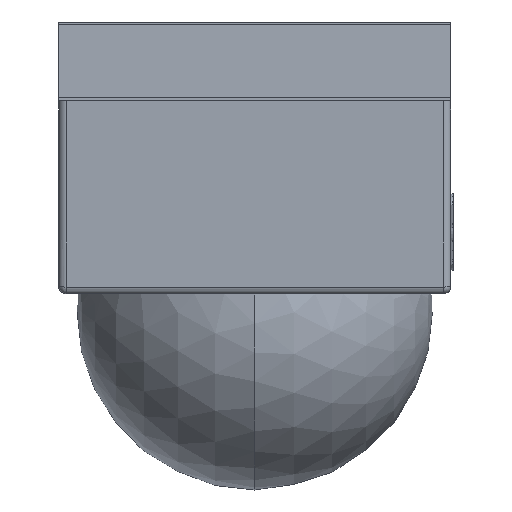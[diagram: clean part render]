
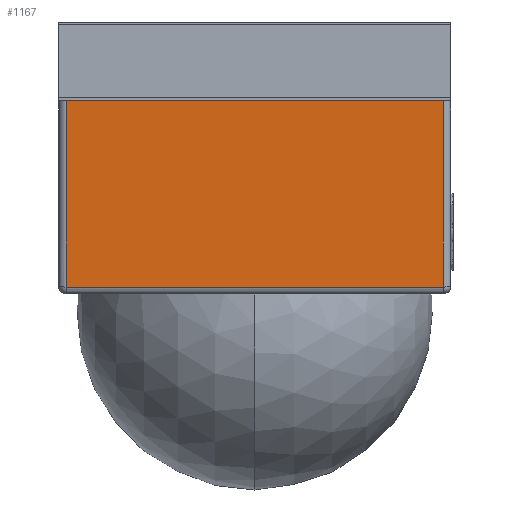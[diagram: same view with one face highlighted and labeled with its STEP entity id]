
A CAD part, left-side view. The second image highlights one B-rep face of the part: STEP entity #1167.
In plain terms, the highlighted planar face has unit normal (-0.999, 0, -0.052).
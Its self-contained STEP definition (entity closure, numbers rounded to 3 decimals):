
#124 = ORIENTED_EDGE ( 'NONE', *, *, #508, .T. ) ;
#287 = DIRECTION ( 'NONE',  ( -0.052, 0., 0.999 ) ) ;
#508 = EDGE_CURVE ( 'NONE', #5162, #1555, #12553, .T. ) ;
#1167 = ADVANCED_FACE ( 'NONE', ( #5716 ), #4478, .T. ) ;
#1281 = DIRECTION ( 'NONE',  ( 0., -1., 0. ) ) ;
#1555 = VERTEX_POINT ( 'NONE', #5044 ) ;
#2120 = LINE ( 'NONE', #12441, #10927 ) ;
#2169 = CARTESIAN_POINT ( 'NONE',  ( -0.16, 0., -0.352 ) ) ;
#3485 = CARTESIAN_POINT ( 'NONE',  ( -0.2, -0.77, 0.42 ) ) ;
#3595 = DIRECTION ( 'NONE',  ( 0., -1., 0. ) ) ;
#4478 = PLANE ( 'NONE',  #8434 ) ;
#5044 = CARTESIAN_POINT ( 'NONE',  ( -0.2, -0.77, 0.42 ) ) ;
#5162 = VERTEX_POINT ( 'NONE', #8942 ) ;
#5658 = VECTOR ( 'NONE', #10092, 1000. ) ;
#5716 = FACE_OUTER_BOUND ( 'NONE', #8641, .T. ) ;
#6548 = EDGE_CURVE ( 'NONE', #12948, #10166, #9947, .T. ) ;
#7291 = CARTESIAN_POINT ( 'NONE',  ( -0.16, 0.77, -0.352 ) ) ;
#8189 = VECTOR ( 'NONE', #287, 1000. ) ;
#8434 = AXIS2_PLACEMENT_3D ( 'NONE', #9040, #8972, #3595 ) ;
#8459 = ORIENTED_EDGE ( 'NONE', *, *, #6548, .T. ) ;
#8641 = EDGE_LOOP ( 'NONE', ( #14134, #8459, #11412, #124 ) ) ;
#8942 = CARTESIAN_POINT ( 'NONE',  ( -0.16, -0.77, -0.352 ) ) ;
#8972 = DIRECTION ( 'NONE',  ( -0.999, 0., -0.052 ) ) ;
#8980 = CARTESIAN_POINT ( 'NONE',  ( -0.158, 0.77, -0.38 ) ) ;
#9040 = CARTESIAN_POINT ( 'NONE',  ( -0.158, 0., -0.38 ) ) ;
#9947 = LINE ( 'NONE', #8980, #5658 ) ;
#10092 = DIRECTION ( 'NONE',  ( 0.052, 0., -0.999 ) ) ;
#10166 = VERTEX_POINT ( 'NONE', #7291 ) ;
#10927 = VECTOR ( 'NONE', #13426, 1000. ) ;
#11412 = ORIENTED_EDGE ( 'NONE', *, *, #12302, .T. ) ;
#11600 = VECTOR ( 'NONE', #1281, 1000. ) ;
#11923 = EDGE_CURVE ( 'NONE', #1555, #12948, #2120, .T. ) ;
#12302 = EDGE_CURVE ( 'NONE', #10166, #5162, #13324, .T. ) ;
#12441 = CARTESIAN_POINT ( 'NONE',  ( -0.2, 0.8, 0.42 ) ) ;
#12553 = LINE ( 'NONE', #3485, #8189 ) ;
#12948 = VERTEX_POINT ( 'NONE', #13428 ) ;
#13324 = LINE ( 'NONE', #2169, #11600 ) ;
#13426 = DIRECTION ( 'NONE',  ( 0., 1., 0. ) ) ;
#13428 = CARTESIAN_POINT ( 'NONE',  ( -0.2, 0.77, 0.42 ) ) ;
#14134 = ORIENTED_EDGE ( 'NONE', *, *, #11923, .T. ) ;
